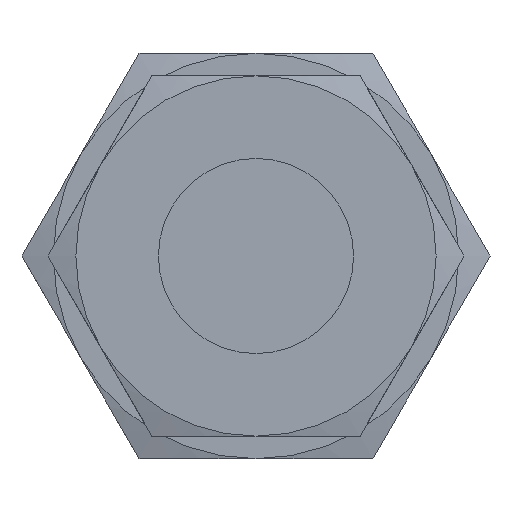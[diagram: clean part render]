
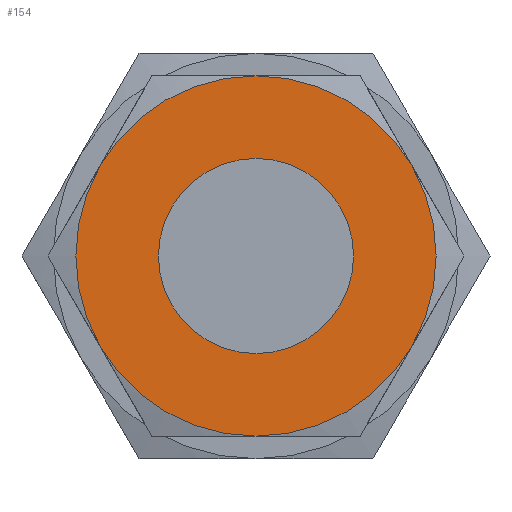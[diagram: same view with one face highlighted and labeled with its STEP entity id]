
A CAD part, front view. The second image highlights one B-rep face of the part: STEP entity #154.
In plain terms, the highlighted planar face has unit normal (0, -1, 0).
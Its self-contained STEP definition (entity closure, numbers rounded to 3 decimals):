
#154=ADVANCED_FACE('',(#310,#311),#312,.F.);
#310=FACE_OUTER_BOUND('',#463,.T.);
#311=FACE_BOUND('',#464,.T.);
#312=PLANE('',#465);
#463=EDGE_LOOP('',(#818,#819,#820,#821,#822,#823));
#464=EDGE_LOOP('',(#824,#825));
#465=AXIS2_PLACEMENT_3D('',#826,#827,#828);
#818=ORIENTED_EDGE('',*,*,#950,.T.);
#819=ORIENTED_EDGE('',*,*,#980,.T.);
#820=ORIENTED_EDGE('',*,*,#990,.T.);
#821=ORIENTED_EDGE('',*,*,#1013,.T.);
#822=ORIENTED_EDGE('',*,*,#959,.T.);
#823=ORIENTED_EDGE('',*,*,#1014,.T.);
#824=ORIENTED_EDGE('',*,*,#938,.F.);
#825=ORIENTED_EDGE('',*,*,#983,.F.);
#826=CARTESIAN_POINT('',(0.0,0.0,0.0));
#827=DIRECTION('',(0.0,1.0,0.0));
#828=DIRECTION('',(1.0,0.0,-0.0));
#938=EDGE_CURVE('',#1126,#1124,#1128,.T.);
#950=EDGE_CURVE('',#1050,#1144,#1146,.T.);
#959=EDGE_CURVE('',#1158,#1024,#1159,.T.);
#980=EDGE_CURVE('',#1144,#1079,#1185,.T.);
#983=EDGE_CURVE('',#1124,#1126,#1188,.T.);
#990=EDGE_CURVE('',#1079,#1148,#1197,.T.);
#1013=EDGE_CURVE('',#1148,#1158,#1221,.T.);
#1014=EDGE_CURVE('',#1024,#1050,#1222,.T.);
#1024=VERTEX_POINT('',#1232);
#1050=VERTEX_POINT('',#1299);
#1079=VERTEX_POINT('',#1404);
#1124=VERTEX_POINT('',#1562);
#1126=VERTEX_POINT('',#1565);
#1128=CIRCLE('',#1568,6.5);
#1144=VERTEX_POINT('',#1605);
#1146=CIRCLE('',#1616,12.0);
#1148=VERTEX_POINT('',#1618);
#1158=VERTEX_POINT('',#1648);
#1159=CIRCLE('',#1649,12.0);
#1185=CIRCLE('',#1697,12.0);
#1188=CIRCLE('',#1709,6.5);
#1197=CIRCLE('',#1720,12.0);
#1221=CIRCLE('',#1772,12.0);
#1222=CIRCLE('',#1773,12.0);
#1232=CARTESIAN_POINT('',(10.392,0.0,6.));
#1299=CARTESIAN_POINT('',(0.,0.0,12.0));
#1404=CARTESIAN_POINT('',(-10.392,0.0,-6.0));
#1562=CARTESIAN_POINT('',(6.5,0.0,0.));
#1565=CARTESIAN_POINT('',(-6.5,0.0,0.0));
#1568=AXIS2_PLACEMENT_3D('',#1836,#1837,#1838);
#1605=CARTESIAN_POINT('',(-10.392,0.0,6.0));
#1616=AXIS2_PLACEMENT_3D('',#1848,#1849,#1850);
#1618=CARTESIAN_POINT('',(0.0,0.0,-12.0));
#1648=CARTESIAN_POINT('',(10.392,0.0,-6.));
#1649=AXIS2_PLACEMENT_3D('',#1856,#1857,#1858);
#1697=AXIS2_PLACEMENT_3D('',#1884,#1885,#1886);
#1709=AXIS2_PLACEMENT_3D('',#1887,#1888,#1889);
#1720=AXIS2_PLACEMENT_3D('',#1895,#1896,#1897);
#1772=AXIS2_PLACEMENT_3D('',#1920,#1921,#1922);
#1773=AXIS2_PLACEMENT_3D('',#1923,#1924,#1925);
#1836=CARTESIAN_POINT('',(0.0,0.0,0.0));
#1837=DIRECTION('',(0.0,-1.0,0.0));
#1838=DIRECTION('',(1.0,0.0,0.0));
#1848=CARTESIAN_POINT('',(0.0,0.0,0.0));
#1849=DIRECTION('',(0.0,-1.0,0.0));
#1850=DIRECTION('',(0.,0.0,1.0));
#1856=CARTESIAN_POINT('',(0.0,0.0,0.0));
#1857=DIRECTION('',(0.0,-1.0,0.0));
#1858=DIRECTION('',(0.866,0.0,-0.5));
#1884=CARTESIAN_POINT('',(0.0,0.0,0.0));
#1885=DIRECTION('',(0.0,-1.0,0.0));
#1886=DIRECTION('',(-0.866,0.0,0.5));
#1887=CARTESIAN_POINT('',(0.0,0.0,0.0));
#1888=DIRECTION('',(0.0,-1.0,0.0));
#1889=DIRECTION('',(1.0,0.0,0.0));
#1895=CARTESIAN_POINT('',(0.0,0.0,0.0));
#1896=DIRECTION('',(0.0,-1.0,-0.0));
#1897=DIRECTION('',(-0.866,0.0,-0.5));
#1920=CARTESIAN_POINT('',(0.0,0.0,0.0));
#1921=DIRECTION('',(0.0,-1.0,0.0));
#1922=DIRECTION('',(0.0,0.0,-1.0));
#1923=CARTESIAN_POINT('',(0.0,0.0,0.0));
#1924=DIRECTION('',(0.0,-1.0,0.0));
#1925=DIRECTION('',(0.866,0.0,0.5));
